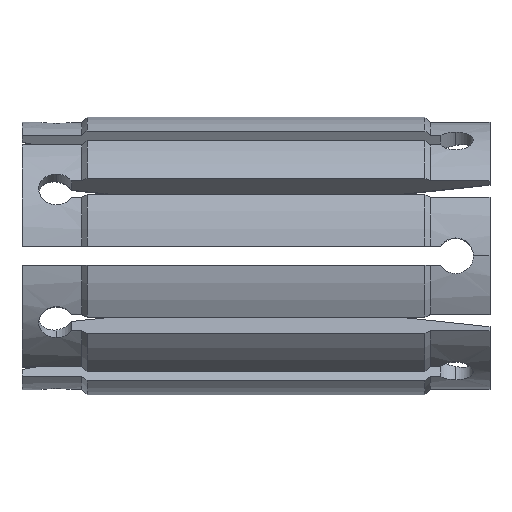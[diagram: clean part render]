
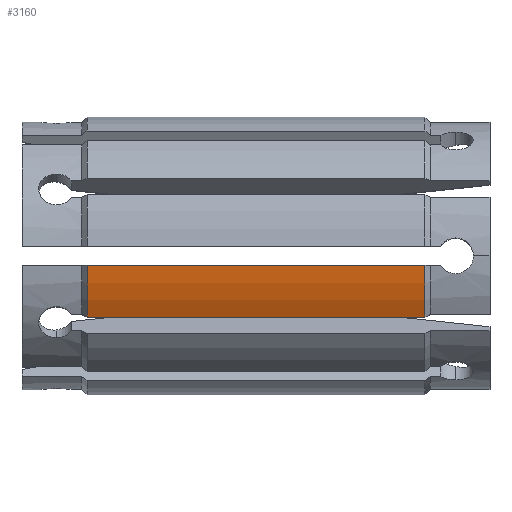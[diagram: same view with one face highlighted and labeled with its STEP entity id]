
A CAD part, top view. The second image highlights one B-rep face of the part: STEP entity #3160.
In plain terms, the highlighted cylindrical face has radius 23.622 mm (diameter 47.244 mm), a partial arc.
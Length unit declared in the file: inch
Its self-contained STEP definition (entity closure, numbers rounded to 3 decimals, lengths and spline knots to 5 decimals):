
#164 = DIRECTION ( 'NONE',  ( -1., 0., 0. ) ) ;
#167 = FACE_OUTER_BOUND ( 'NONE', #2402, .T. ) ;
#229 = CARTESIAN_POINT ( 'NONE',  ( -1.13, 0., 0. ) ) ;
#447 = DIRECTION ( 'NONE',  ( 1., 0., 0. ) ) ;
#562 = CIRCLE ( 'NONE', #1364, 0.93 ) ;
#650 = VERTEX_POINT ( 'NONE', #2508 ) ;
#671 = LINE ( 'NONE', #3967, #1461 ) ;
#736 = CYLINDRICAL_SURFACE ( 'NONE', #3685, 0.93 ) ;
#1152 = DIRECTION ( 'NONE',  ( 1., 0., 0. ) ) ;
#1186 = EDGE_CURVE ( 'NONE', #3447, #4317, #562, .T. ) ;
#1364 = AXIS2_PLACEMENT_3D ( 'NONE', #4334, #164, #2039 ) ;
#1461 = VECTOR ( 'NONE', #1152, 39.37008 ) ;
#1599 = DIRECTION ( 'NONE',  ( -1., 0., 0. ) ) ;
#1666 = EDGE_CURVE ( 'NONE', #650, #2537, #5792, .T. ) ;
#1919 = EDGE_CURVE ( 'NONE', #650, #3447, #2848, .T. ) ;
#2039 = DIRECTION ( 'NONE',  ( 0., 0., 1. ) ) ;
#2402 = EDGE_LOOP ( 'NONE', ( #4327, #5203, #3104, #5981 ) ) ;
#2486 = CARTESIAN_POINT ( 'NONE',  ( 1.13, -0.40982, 0.83483 ) ) ;
#2506 = EDGE_CURVE ( 'NONE', #2537, #4317, #671, .T. ) ;
#2508 = CARTESIAN_POINT ( 'NONE',  ( -1.13, -0.40982, 0.83483 ) ) ;
#2537 = VERTEX_POINT ( 'NONE', #3042 ) ;
#2848 = LINE ( 'NONE', #3223, #4986 ) ;
#3042 = CARTESIAN_POINT ( 'NONE',  ( -1.13, -0.0625, 0.9279 ) ) ;
#3045 = AXIS2_PLACEMENT_3D ( 'NONE', #229, #1599, #3941 ) ;
#3104 = ORIENTED_EDGE ( 'NONE', *, *, #1186, .T. ) ;
#3160 = ADVANCED_FACE ( 'NONE', ( #167 ), #736, .T. ) ;
#3223 = CARTESIAN_POINT ( 'NONE',  ( 0., -0.40982, 0.83483 ) ) ;
#3420 = CARTESIAN_POINT ( 'NONE',  ( 0., 0., 0. ) ) ;
#3447 = VERTEX_POINT ( 'NONE', #2486 ) ;
#3504 = DIRECTION ( 'NONE',  ( 0., 0., 1. ) ) ;
#3685 = AXIS2_PLACEMENT_3D ( 'NONE', #3420, #5336, #3504 ) ;
#3941 = DIRECTION ( 'NONE',  ( 0., 0., 1. ) ) ;
#3967 = CARTESIAN_POINT ( 'NONE',  ( 0., -0.0625, 0.9279 ) ) ;
#4317 = VERTEX_POINT ( 'NONE', #5549 ) ;
#4327 = ORIENTED_EDGE ( 'NONE', *, *, #1666, .F. ) ;
#4334 = CARTESIAN_POINT ( 'NONE',  ( 1.13, 0., 0. ) ) ;
#4986 = VECTOR ( 'NONE', #447, 39.37008 ) ;
#5203 = ORIENTED_EDGE ( 'NONE', *, *, #1919, .T. ) ;
#5336 = DIRECTION ( 'NONE',  ( -1., 0., 0. ) ) ;
#5549 = CARTESIAN_POINT ( 'NONE',  ( 1.13, -0.0625, 0.9279 ) ) ;
#5792 = CIRCLE ( 'NONE', #3045, 0.93 ) ;
#5981 = ORIENTED_EDGE ( 'NONE', *, *, #2506, .F. ) ;
